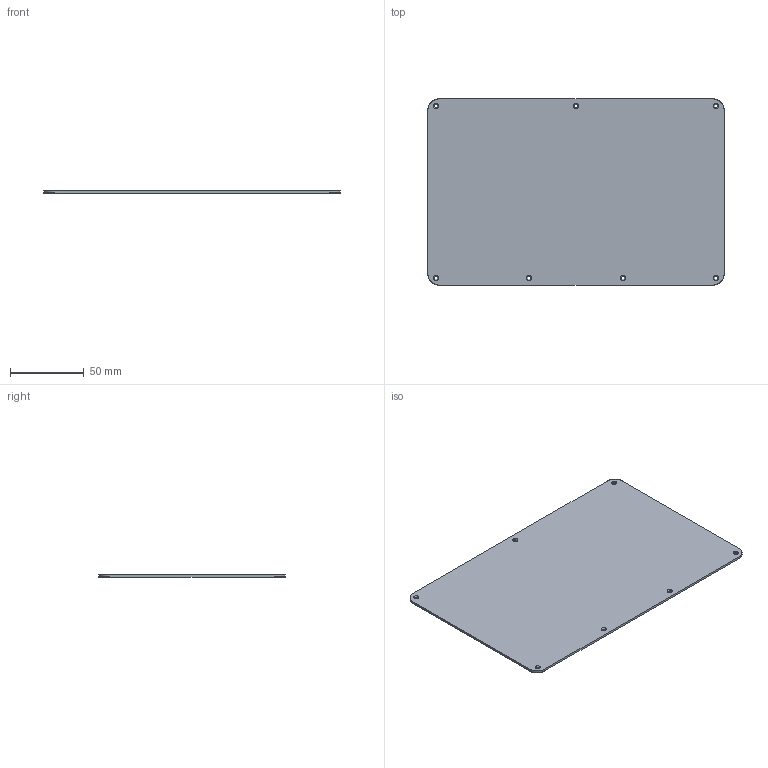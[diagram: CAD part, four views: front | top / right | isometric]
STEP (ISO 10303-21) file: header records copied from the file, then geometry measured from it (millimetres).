
FILE_DESCRIPTION(('FreeCAD Model'),'2;1');
FILE_NAME('Open CASCADE Shape Model','2024-12-19T20:59:53',(''),(''), 'Open CASCADE STEP processor 7.8','FreeCAD','Unknown');
FILE_SCHEMA(('AUTOMOTIVE_DESIGN { 1 0 10303 214 1 1 1 1 }'));
Length unit declared in the file: millimetre
Products named in the file (1): backplate v004
Bounding box: 200.22 x 125.79 x 1.5 mm (x, y, z)
Volume: 37655.8 mm3; surface area: 51240.9 mm2
Topology: 1 solids, 1 shells, 148 faces, 431 edges, 285 vertices
Faces by surface type: plane 134, cone 7, cylinder 7
Full cylindrical faces by diameter (mm): 2.2 x7
Entity records: 4850 total; most frequent: CARTESIAN_POINT 865, ORIENTED_EDGE 862, DIRECTION 750, EDGE_CURVE 431, LINE 410, VECTOR 410, VERTEX_POINT 285, AXIS2_PLACEMENT_3D 170
